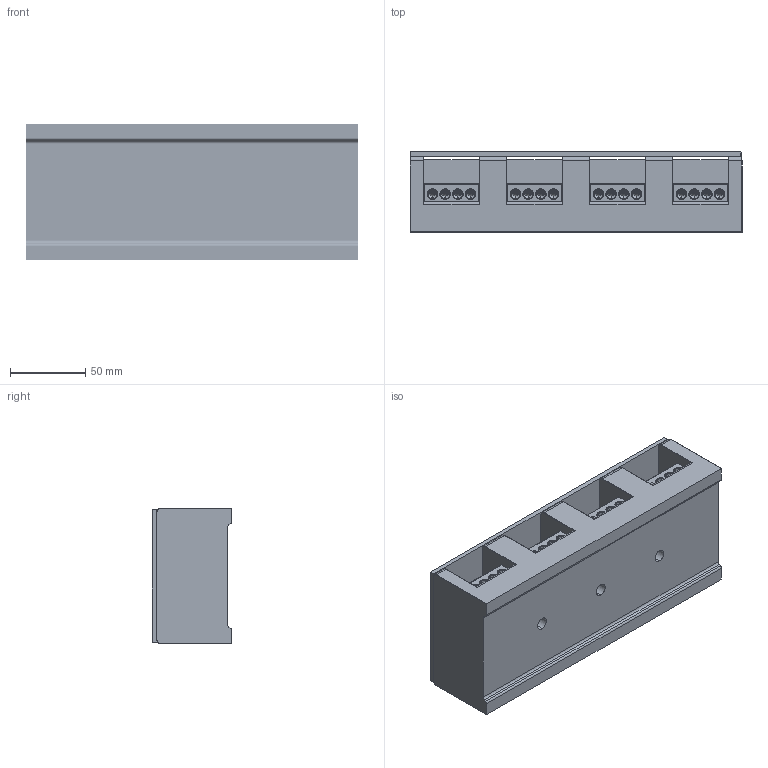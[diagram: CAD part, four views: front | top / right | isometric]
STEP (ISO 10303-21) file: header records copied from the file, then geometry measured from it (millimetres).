
FILE_DESCRIPTION((''),'2;1');
FILE_NAME('UDJ-3004_4_10','2024-07-04T',('dell'),(''),'PRO/ENGINEER BY PARAMETRIC TECHNOLOGY CORPORATION, 2013230','PRO/ENGINEER BY PARAMETRIC TECHNOLOGY CORPORATION, 2013230','');
FILE_SCHEMA(('AUTOMOTIVE_DESIGN { 1 0 10303 214 1 1 1 1 }'));
Products named in the file (1): UDJ-3004_4_10
Bounding box: 220 x 53 x 90 mm (x, y, z)
Volume: 687640.3 mm3; surface area: 164111.6 mm2
Topology: 5 solids, 29 shells, 2587 faces, 7689 edges, 4875 vertices
Faces by surface type: plane 1280, cylinder 729, bspline 272, cone 216, sphere 48, torus 40, extrusion 2
Entity records: 125902 total; most frequent: CARTESIAN_POINT 60914, ORIENTED_EDGE 15138, DIRECTION 11336, EDGE_CURVE 7569, VERTEX_POINT 4875, VECTOR 4130, LINE 4128, AXIS2_PLACEMENT_3D 3603
